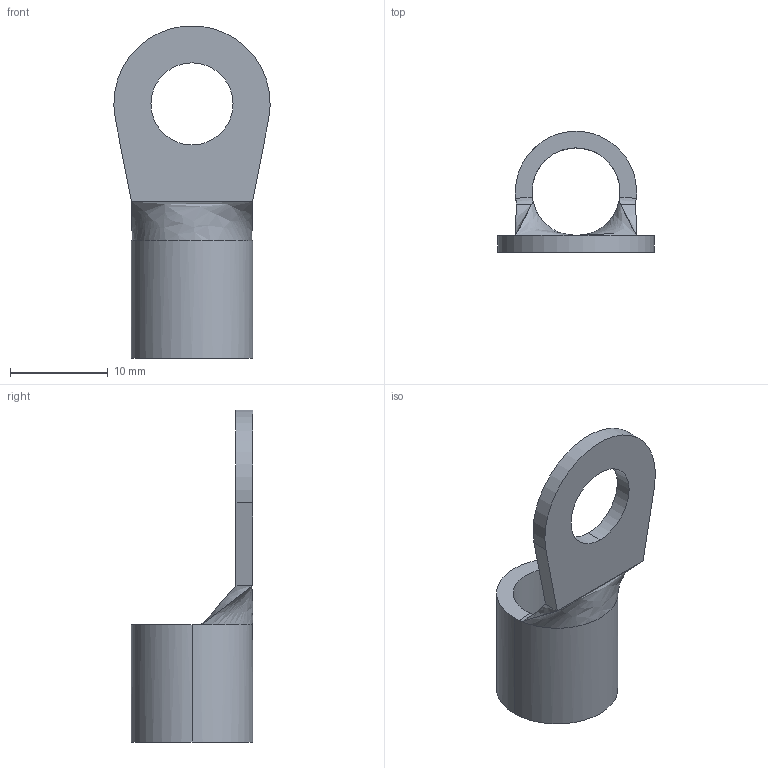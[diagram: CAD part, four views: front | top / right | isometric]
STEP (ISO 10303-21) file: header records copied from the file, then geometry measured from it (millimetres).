
FILE_DESCRIPTION (( 'STEP AP203' ), '1' );
FILE_NAME ('02737.STEP', '2024-09-05T14:41:55', ( '' ), ( '' ), 'SwSTEP 2.0', 'SolidWorks 2022', '' );
FILE_SCHEMA (( 'CONFIG_CONTROL_DESIGN' ));
Length unit declared in the file: millimetre
Products named in the file (1): 02737
Bounding box: 16 x 12.4 x 33.97 mm (x, y, z)
Volume: 1087.8 mm3; surface area: 1519.3 mm2
Topology: 1 solids, 1 shells, 19 faces, 50 edges, 32 vertices
Faces by surface type: cylinder 7, plane 6, bspline 6
Entity records: 983 total; most frequent: CARTESIAN_POINT 478, ORIENTED_EDGE 100, DIRECTION 68, EDGE_CURVE 50, VERTEX_POINT 32, AXIS2_PLACEMENT_3D 24, EDGE_LOOP 22, B_SPLINE_CURVE_WITH_KNOTS 20
